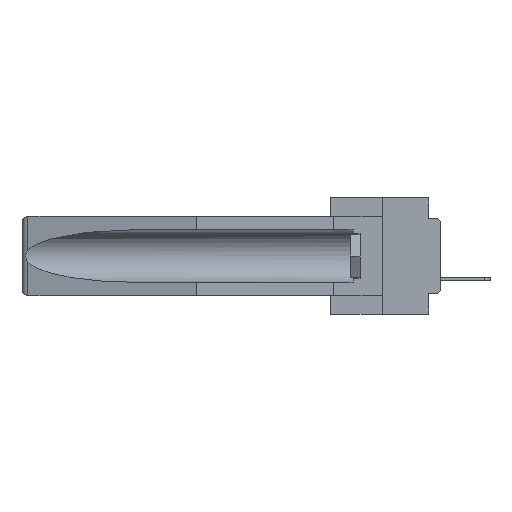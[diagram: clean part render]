
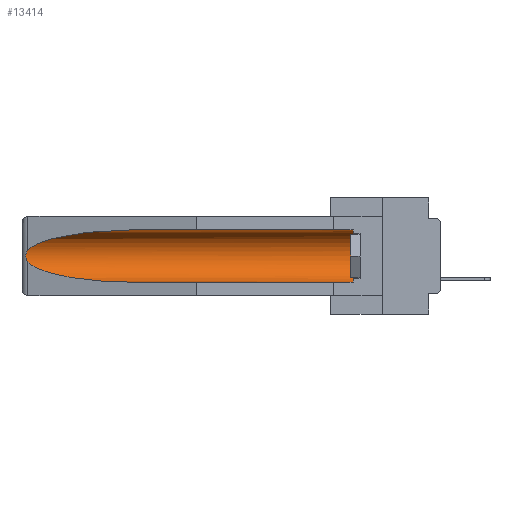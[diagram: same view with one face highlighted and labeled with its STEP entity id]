
A CAD part, left-side view. The second image highlights one B-rep face of the part: STEP entity #13414.
In plain terms, the highlighted cylindrical face has radius 2.857 mm (diameter 5.715 mm), a partial arc.
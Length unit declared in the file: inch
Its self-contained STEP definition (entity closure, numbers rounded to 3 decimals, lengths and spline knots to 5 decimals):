
#234 = CARTESIAN_POINT ( 'NONE',  ( 0.155, 1.07973, -0.059 ) ) ;
#1185 =( BOUNDED_CURVE ( )  B_SPLINE_CURVE ( 3, ( #28700, #11658, #36388, #5838 ),
 .UNSPECIFIED., .F., .F. ) 
 B_SPLINE_CURVE_WITH_KNOTS ( ( 4, 4 ),
 ( 4.71239, 6.08839 ),
 .UNSPECIFIED. ) 
 CURVE ( )  GEOMETRIC_REPRESENTATION_ITEM ( )  RATIONAL_B_SPLINE_CURVE ( ( 1., 0.848, 0.848, 1. ) ) 
 REPRESENTATION_ITEM ( '' )  );
#1334 = CARTESIAN_POINT ( 'NONE',  ( 0.155, 0.126, -0.284 ) ) ;
#1399 = CARTESIAN_POINT ( 'NONE',  ( 0.26654, 1.53092, -0.15636 ) ) ;
#1957 = CARTESIAN_POINT ( 'NONE',  ( 0.26655, 1.53094, -0.18657 ) ) ;
#2965 = CARTESIAN_POINT ( 'NONE',  ( 0.21114, 1.30732, -0.284 ) ) ;
#4055 = EDGE_CURVE ( 'NONE', #19908, #29456, #32967, .T. ) ;
#5008 = DIRECTION ( 'NONE',  ( 0., 1., 0. ) ) ;
#5631 = VERTEX_POINT ( 'NONE', #1334 ) ;
#5645 = CYLINDRICAL_SURFACE ( 'NONE', #33350, 0.1125 ) ;
#5745 = CIRCLE ( 'NONE', #18917, 0.1125 ) ;
#5838 = CARTESIAN_POINT ( 'NONE',  ( 0.26537, 1.52718, -0.14972 ) ) ;
#6241 = EDGE_CURVE ( 'NONE', #29456, #9845, #7392, .T. ) ;
#6673 = VECTOR ( 'NONE', #26891, 39.37008 ) ;
#7019 = CARTESIAN_POINT ( 'NONE',  ( 0.2675, 1.53308, -0.17534 ) ) ;
#7379 = CARTESIAN_POINT ( 'NONE',  ( 0.26597, 1.52961, -0.15275 ) ) ;
#7392 =( BOUNDED_CURVE ( )  B_SPLINE_CURVE ( 3, ( #11017, #28066, #2965, #10648 ),
 .UNSPECIFIED., .F., .F. ) 
 B_SPLINE_CURVE_WITH_KNOTS ( ( 4, 4 ),
 ( 0.1948, 1.5708 ),
 .UNSPECIFIED. ) 
 CURVE ( )  GEOMETRIC_REPRESENTATION_ITEM ( )  RATIONAL_B_SPLINE_CURVE ( ( 1., 0.848, 0.848, 1. ) ) 
 REPRESENTATION_ITEM ( '' )  );
#7613 = VECTOR ( 'NONE', #5008, 39.37008 ) ;
#7765 = CARTESIAN_POINT ( 'NONE',  ( 0.26537, 1.52718, -0.19328 ) ) ;
#7876 = DIRECTION ( 'NONE',  ( 0., 0., 1. ) ) ;
#8472 = CARTESIAN_POINT ( 'NONE',  ( 0.155, 0.126, -0.059 ) ) ;
#9845 = VERTEX_POINT ( 'NONE', #18383 ) ;
#10648 = CARTESIAN_POINT ( 'NONE',  ( 0.155, 1.07973, -0.284 ) ) ;
#11017 = CARTESIAN_POINT ( 'NONE',  ( 0.26537, 1.52718, -0.19328 ) ) ;
#11658 = CARTESIAN_POINT ( 'NONE',  ( 0.21114, 1.30732, -0.059 ) ) ;
#12651 = CARTESIAN_POINT ( 'NONE',  ( 0.155, -0.30754, -0.284 ) ) ;
#12745 = EDGE_LOOP ( 'NONE', ( #33249, #18272, #31818, #25426, #33302, #30640 ) ) ;
#12750 = EDGE_CURVE ( 'NONE', #14857, #18094, #18695, .T. ) ;
#13414 = ADVANCED_FACE ( 'NONE', ( #31293 ), #5645, .F. ) ;
#14857 = VERTEX_POINT ( 'NONE', #8472 ) ;
#15448 = LINE ( 'NONE', #12651, #6673 ) ;
#16020 = CARTESIAN_POINT ( 'NONE',  ( 0.26537, 1.52718, -0.14972 ) ) ;
#16700 = DIRECTION ( 'NONE',  ( 0., -1., 0. ) ) ;
#17096 = DIRECTION ( 'NONE',  ( 0., 1., 0. ) ) ;
#18094 = VERTEX_POINT ( 'NONE', #234 ) ;
#18272 = ORIENTED_EDGE ( 'NONE', *, *, #4055, .T. ) ;
#18383 = CARTESIAN_POINT ( 'NONE',  ( 0.155, 1.07973, -0.284 ) ) ;
#18452 = CARTESIAN_POINT ( 'NONE',  ( 0.26597, 1.5296, -0.19026 ) ) ;
#18695 = LINE ( 'NONE', #21705, #7613 ) ;
#18917 = AXIS2_PLACEMENT_3D ( 'NONE', #27732, #16700, #7876 ) ;
#19908 = VERTEX_POINT ( 'NONE', #29564 ) ;
#21380 = EDGE_CURVE ( 'NONE', #5631, #9845, #15448, .T. ) ;
#21705 = CARTESIAN_POINT ( 'NONE',  ( 0.155, -0.30754, -0.059 ) ) ;
#21814 = CARTESIAN_POINT ( 'NONE',  ( 0.2673, 1.5327, -0.16383 ) ) ;
#25426 = ORIENTED_EDGE ( 'NONE', *, *, #21380, .F. ) ;
#26891 = DIRECTION ( 'NONE',  ( 0., 1., 0. ) ) ;
#27196 = EDGE_CURVE ( 'NONE', #5631, #14857, #5745, .T. ) ;
#27732 = CARTESIAN_POINT ( 'NONE',  ( 0.155, 0.126, -0.1715 ) ) ;
#28066 = CARTESIAN_POINT ( 'NONE',  ( 0.25451, 1.48313, -0.24835 ) ) ;
#28700 = CARTESIAN_POINT ( 'NONE',  ( 0.155, 1.07973, -0.059 ) ) ;
#29456 = VERTEX_POINT ( 'NONE', #31301 ) ;
#29564 = CARTESIAN_POINT ( 'NONE',  ( 0.26537, 1.52718, -0.14972 ) ) ;
#30640 = ORIENTED_EDGE ( 'NONE', *, *, #12750, .T. ) ;
#31293 = FACE_OUTER_BOUND ( 'NONE', #12745, .T. ) ;
#31301 = CARTESIAN_POINT ( 'NONE',  ( 0.26537, 1.52718, -0.19328 ) ) ;
#31818 = ORIENTED_EDGE ( 'NONE', *, *, #6241, .T. ) ;
#32967 = B_SPLINE_CURVE_WITH_KNOTS ( 'NONE', 3,
 ( #16020, #7379, #1399, #21814, #35828, #7019, #36001, #1957, #18452, #7765 ),
 .UNSPECIFIED., .F., .F.,
 ( 4, 2, 2, 2, 4 ),
 ( 0., 0.00029, 0.00058, 0.00087, 0.00117 ),
 .UNSPECIFIED. ) ;
#33249 = ORIENTED_EDGE ( 'NONE', *, *, #33794, .T. ) ;
#33302 = ORIENTED_EDGE ( 'NONE', *, *, #27196, .T. ) ;
#33350 = AXIS2_PLACEMENT_3D ( 'NONE', #36903, #17096, #36706 ) ;
#33794 = EDGE_CURVE ( 'NONE', #18094, #19908, #1185, .T. ) ;
#35828 = CARTESIAN_POINT ( 'NONE',  ( 0.2675, 1.53308, -0.16763 ) ) ;
#36001 = CARTESIAN_POINT ( 'NONE',  ( 0.2673, 1.53269, -0.17917 ) ) ;
#36388 = CARTESIAN_POINT ( 'NONE',  ( 0.25451, 1.48313, -0.09465 ) ) ;
#36706 = DIRECTION ( 'NONE',  ( 0., 0., 1. ) ) ;
#36903 = CARTESIAN_POINT ( 'NONE',  ( 0.155, -0.30754, -0.1715 ) ) ;
